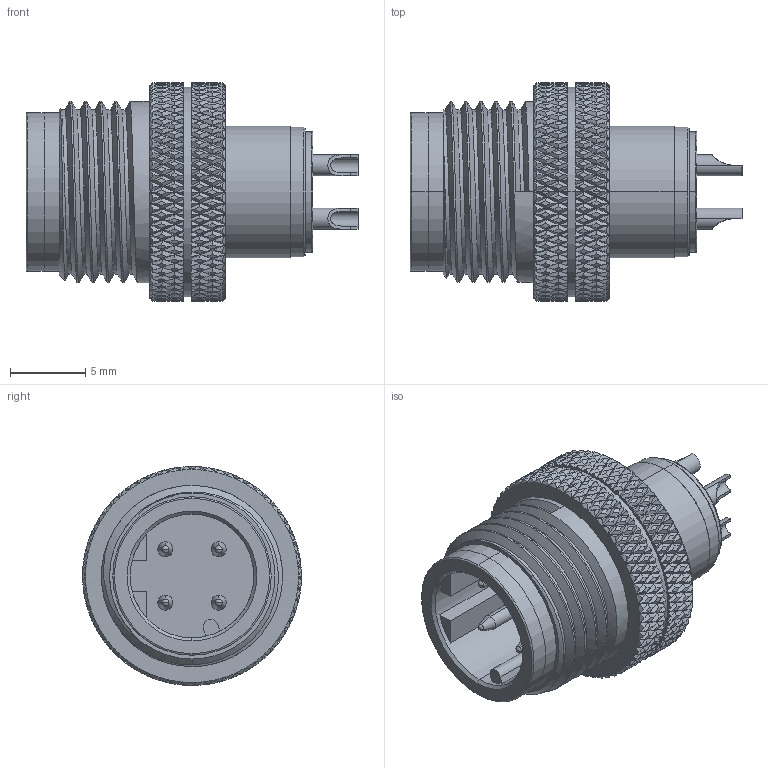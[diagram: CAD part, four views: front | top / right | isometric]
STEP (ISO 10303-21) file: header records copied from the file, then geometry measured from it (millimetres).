
FILE_DESCRIPTION (( 'STEP AP203' ), '1' );
FILE_NAME ('50-01029revA.STEP', '2023-02-09T19:01:55', ( '' ), ( '' ), 'SwSTEP 2.0', 'SolidWorks 2021', '' );
FILE_SCHEMA (( 'CONFIG_CONTROL_DESIGN' ));
Length unit declared in the file: millimetre
Products named in the file (5): 50-01029-01___; 50-01029-03___; 50-01029revA; 50-01029-04___; 50-01029-02___
Assembly tree (7 placements, depth 2):
  50-01029revA
    50-01029-01___
    50-01029-02___
    50-01029-03___  x4
    50-01029-04___
Bounding box: 22 x 14.5 x 14.5 mm (x, y, z)
Volume: 1442.2 mm3; surface area: 3048.6 mm2
Topology: 7 solids, 7 shells, 2278 faces, 4962 edges, 2720 vertices
Faces by surface type: bspline 1443, cylinder 588, cone 153, plane 58, torus 28, sphere 8
Entity records: 105968 total; most frequent: CARTESIAN_POINT 71071, ORIENTED_EDGE 9488, EDGE_CURVE 4744, B_SPLINE_CURVE_WITH_KNOTS 4098, DIRECTION 2622, VERTEX_POINT 2594, EDGE_LOOP 2206, FACE_OUTER_BOUND 2176
